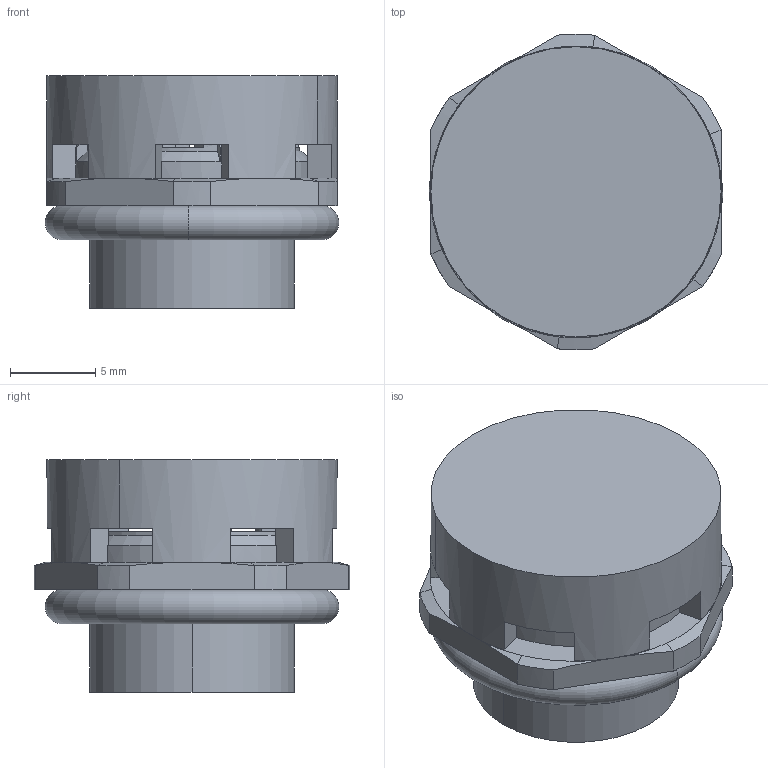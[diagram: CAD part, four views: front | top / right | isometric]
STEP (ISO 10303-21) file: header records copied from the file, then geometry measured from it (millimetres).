
FILE_DESCRIPTION(('CATIA V5 STEP Exchange','CAx-IF Rec.Pracs.--- Model Styling and Organization---1.4--- 2014-01-23'),'2;1');
FILE_NAME ('024315-2_1_1868560000_1868560000.stp','2019-11-07T08:01:47+00:00',('none'),('Weidmueller'),'CATIA Version 5-6 Release 2016 SP3 HF44','CATIA V5 STEP AP214','none');
FILE_SCHEMA(('AUTOMOTIVE_DESIGN { 1 0 10303 214 1 1 1 1 }'));
Length unit declared in the file: millimetre
Products named in the file (1): 1868560000_DAE_M12_PA_long
Bounding box: 17.2 x 18.5 x 13.6 mm (x, y, z)
Volume: 2093 mm3; surface area: 2036.3 mm2
Topology: 1 solids, 1 shells, 117 faces, 388 edges, 260 vertices
Faces by surface type: plane 50, cylinder 40, cone 19, torus 8
Entity records: 4407 total; most frequent: CARTESIAN_POINT 1124, ORIENTED_EDGE 776, DIRECTION 533, EDGE_CURVE 388, VERTEX_POINT 260, AXIS2_PLACEMENT_3D 233, VECTOR 194, LINE 194
